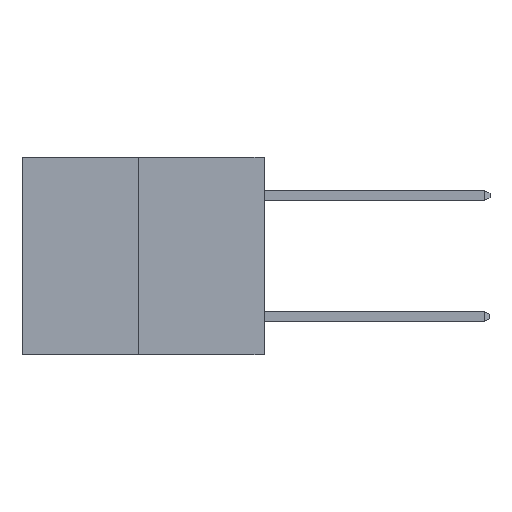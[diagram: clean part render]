
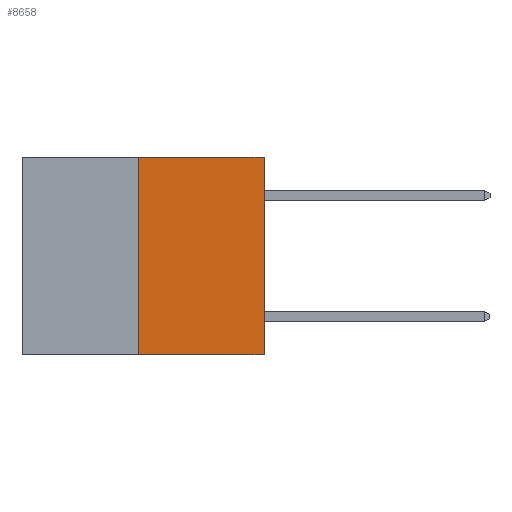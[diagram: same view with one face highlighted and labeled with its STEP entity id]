
A CAD part, left-side view. The second image highlights one B-rep face of the part: STEP entity #8658.
In plain terms, the highlighted planar face has unit normal (-1, 0, 0).
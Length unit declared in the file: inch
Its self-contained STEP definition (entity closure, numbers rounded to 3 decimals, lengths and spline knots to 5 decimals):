
#663 = ORIENTED_EDGE ( 'NONE', *, *, #5441, .T. ) ;
#2104 = DIRECTION ( 'NONE',  ( 0., -1., 0. ) ) ;
#2882 = EDGE_LOOP ( 'NONE', ( #5535, #3149, #663, #14107 ) ) ;
#3149 = ORIENTED_EDGE ( 'NONE', *, *, #11951, .T. ) ;
#3247 = EDGE_CURVE ( 'NONE', #9978, #7069, #8269, .T. ) ;
#3271 = VECTOR ( 'NONE', #2104, 39.37008 ) ;
#4540 = DIRECTION ( 'NONE',  ( 0., 0., -1. ) ) ;
#5271 = DIRECTION ( 'NONE',  ( 0., 0., 1. ) ) ;
#5441 = EDGE_CURVE ( 'NONE', #11185, #11666, #9601, .T. ) ;
#5535 = ORIENTED_EDGE ( 'NONE', *, *, #3247, .F. ) ;
#5702 = CARTESIAN_POINT ( 'NONE',  ( 0., 0.6, -0.49 ) ) ;
#5966 = FACE_OUTER_BOUND ( 'NONE', #2882, .T. ) ;
#6257 = CARTESIAN_POINT ( 'NONE',  ( 0., 0.6, 0. ) ) ;
#7069 = VERTEX_POINT ( 'NONE', #7788 ) ;
#7788 = CARTESIAN_POINT ( 'NONE',  ( 0., 0.312, 0. ) ) ;
#7943 = VECTOR ( 'NONE', #8633, 39.37008 ) ;
#8269 = LINE ( 'NONE', #13321, #14411 ) ;
#8633 = DIRECTION ( 'NONE',  ( 0., -1., 0. ) ) ;
#8658 = ADVANCED_FACE ( 'NONE', ( #5966 ), #12917, .F. ) ;
#8710 = CARTESIAN_POINT ( 'NONE',  ( 0., 0.312, -0.49 ) ) ;
#9382 = CARTESIAN_POINT ( 'NONE',  ( 0., 0., -0.49 ) ) ;
#9601 = LINE ( 'NONE', #11132, #14243 ) ;
#9978 = VERTEX_POINT ( 'NONE', #8710 ) ;
#10544 = DIRECTION ( 'NONE',  ( 1., 0., 0. ) ) ;
#11132 = CARTESIAN_POINT ( 'NONE',  ( 0., 0., 0. ) ) ;
#11185 = VERTEX_POINT ( 'NONE', #9382 ) ;
#11272 = EDGE_CURVE ( 'NONE', #7069, #11666, #11872, .T. ) ;
#11666 = VERTEX_POINT ( 'NONE', #14700 ) ;
#11872 = LINE ( 'NONE', #6257, #7943 ) ;
#11951 = EDGE_CURVE ( 'NONE', #9978, #11185, #12205, .T. ) ;
#12205 = LINE ( 'NONE', #5702, #3271 ) ;
#12424 = AXIS2_PLACEMENT_3D ( 'NONE', #15276, #10544, #4540 ) ;
#12917 = PLANE ( 'NONE',  #12424 ) ;
#13321 = CARTESIAN_POINT ( 'NONE',  ( 0., 0.312, -0.49 ) ) ;
#13806 = DIRECTION ( 'NONE',  ( 0., 0., 1. ) ) ;
#14107 = ORIENTED_EDGE ( 'NONE', *, *, #11272, .F. ) ;
#14243 = VECTOR ( 'NONE', #13806, 39.37008 ) ;
#14411 = VECTOR ( 'NONE', #5271, 39.37008 ) ;
#14700 = CARTESIAN_POINT ( 'NONE',  ( 0., 0., 0. ) ) ;
#15276 = CARTESIAN_POINT ( 'NONE',  ( 0., 0.6, 0. ) ) ;
